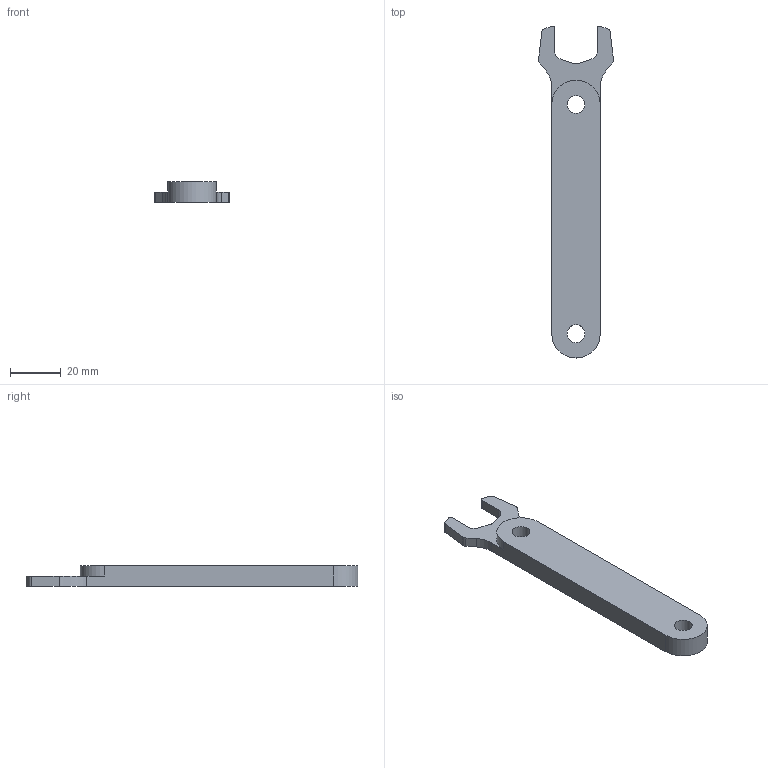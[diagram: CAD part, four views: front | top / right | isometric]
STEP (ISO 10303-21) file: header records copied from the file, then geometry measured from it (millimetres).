
FILE_DESCRIPTION(/* description */ (''),/* implementation_level */ '2;1');
FILE_NAME(/* name */ 'wrench.step',/* time_stamp */ '2018-06-13T15:35:45+02:00',/* author */ ('jaknil'),/* organization */ (''),/* preprocessor_version */ 'ST-DEVELOPER v17',/* originating_system */ 'Autodesk Translation Framework v7.1.0.215',/* authorisation */ '');
FILE_SCHEMA (('AUTOMOTIVE_DESIGN { 1 0 10303 214 3 1 1 }'));
Length unit declared in the file: millimetre
Products named in the file (2): Test axis Fusion360 6mm Axis with CAM v6; tool
Assembly tree (1 placements, depth 2):
  Test axis Fusion360 6mm Axis with CAM v6
    tool
Bounding box: 29.41 x 130.37 x 8 mm (x, y, z)
Volume: 16877.9 mm3; surface area: 7192.7 mm2
Topology: 1 solids, 1 shells, 31 faces, 91 edges, 62 vertices
Faces by surface type: cylinder 16, plane 15
Full cylindrical faces by diameter (mm): 7 x2
Entity records: 1121 total; most frequent: DIRECTION 195, CARTESIAN_POINT 187, ORIENTED_EDGE 182, EDGE_CURVE 91, AXIS2_PLACEMENT_3D 70, VERTEX_POINT 62, LINE 55, VECTOR 55
